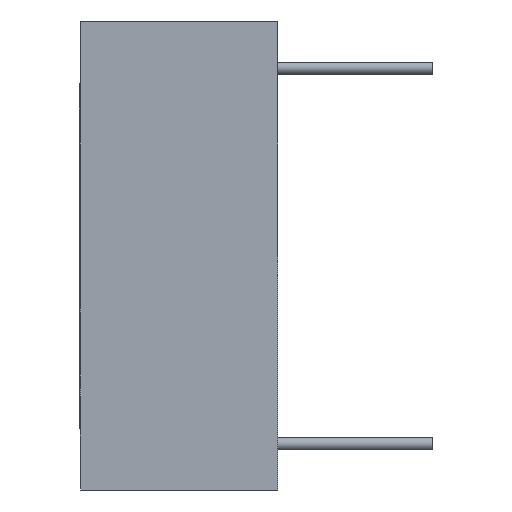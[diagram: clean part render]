
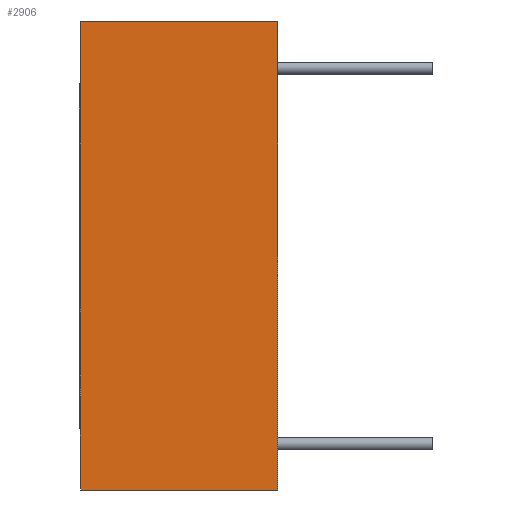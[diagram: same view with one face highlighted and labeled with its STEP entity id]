
A CAD part, left-side view. The second image highlights one B-rep face of the part: STEP entity #2906.
In plain terms, the highlighted planar face has unit normal (-1, 0, 0).
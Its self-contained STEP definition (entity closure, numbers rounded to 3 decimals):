
#164 = LINE ( 'NONE', #1587, #3747 ) ;
#284 = DIRECTION ( 'NONE',  ( 0., 0., 1. ) ) ;
#493 = ORIENTED_EDGE ( 'NONE', *, *, #5251, .F. ) ;
#509 = DIRECTION ( 'NONE',  ( 0., 0., 1. ) ) ;
#551 = VERTEX_POINT ( 'NONE', #4941 ) ;
#774 = ORIENTED_EDGE ( 'NONE', *, *, #5719, .T. ) ;
#861 = AXIS2_PLACEMENT_3D ( 'NONE', #3167, #6041, #4169 ) ;
#977 = VECTOR ( 'NONE', #509, 1000. ) ;
#988 = LINE ( 'NONE', #4804, #977 ) ;
#1252 = CARTESIAN_POINT ( 'NONE',  ( -18.8, 0., -9.5 ) ) ;
#1508 = VERTEX_POINT ( 'NONE', #5012 ) ;
#1587 = CARTESIAN_POINT ( 'NONE',  ( -18.8, 8., 9.5 ) ) ;
#2185 = EDGE_CURVE ( 'NONE', #5837, #1508, #164, .T. ) ;
#2227 = LINE ( 'NONE', #3743, #5791 ) ;
#2379 = VERTEX_POINT ( 'NONE', #4416 ) ;
#2906 = ADVANCED_FACE ( 'NONE', ( #3948 ), #5854, .F. ) ;
#3040 = DIRECTION ( 'NONE',  ( 0., -1., 0. ) ) ;
#3137 = LINE ( 'NONE', #1252, #3285 ) ;
#3167 = CARTESIAN_POINT ( 'NONE',  ( -18.8, 8., -9.5 ) ) ;
#3285 = VECTOR ( 'NONE', #284, 1000. ) ;
#3743 = CARTESIAN_POINT ( 'NONE',  ( -18.8, 8., -9.5 ) ) ;
#3747 = VECTOR ( 'NONE', #3040, 1000. ) ;
#3948 = FACE_OUTER_BOUND ( 'NONE', #4606, .T. ) ;
#4008 = ORIENTED_EDGE ( 'NONE', *, *, #2185, .F. ) ;
#4169 = DIRECTION ( 'NONE',  ( 0., 0., -1. ) ) ;
#4416 = CARTESIAN_POINT ( 'NONE',  ( -18.8, 0., -9.5 ) ) ;
#4606 = EDGE_LOOP ( 'NONE', ( #774, #4008, #493, #5300 ) ) ;
#4804 = CARTESIAN_POINT ( 'NONE',  ( -18.8, 8., -9.5 ) ) ;
#4850 = CARTESIAN_POINT ( 'NONE',  ( -18.8, 8., 9.5 ) ) ;
#4941 = CARTESIAN_POINT ( 'NONE',  ( -18.8, 8., -9.5 ) ) ;
#5012 = CARTESIAN_POINT ( 'NONE',  ( -18.8, 0., 9.5 ) ) ;
#5048 = EDGE_CURVE ( 'NONE', #551, #2379, #2227, .T. ) ;
#5251 = EDGE_CURVE ( 'NONE', #551, #5837, #988, .T. ) ;
#5300 = ORIENTED_EDGE ( 'NONE', *, *, #5048, .T. ) ;
#5643 = DIRECTION ( 'NONE',  ( 0., -1., 0. ) ) ;
#5719 = EDGE_CURVE ( 'NONE', #2379, #1508, #3137, .T. ) ;
#5791 = VECTOR ( 'NONE', #5643, 1000. ) ;
#5837 = VERTEX_POINT ( 'NONE', #4850 ) ;
#5854 = PLANE ( 'NONE',  #861 ) ;
#6041 = DIRECTION ( 'NONE',  ( 1., 0., 0. ) ) ;
